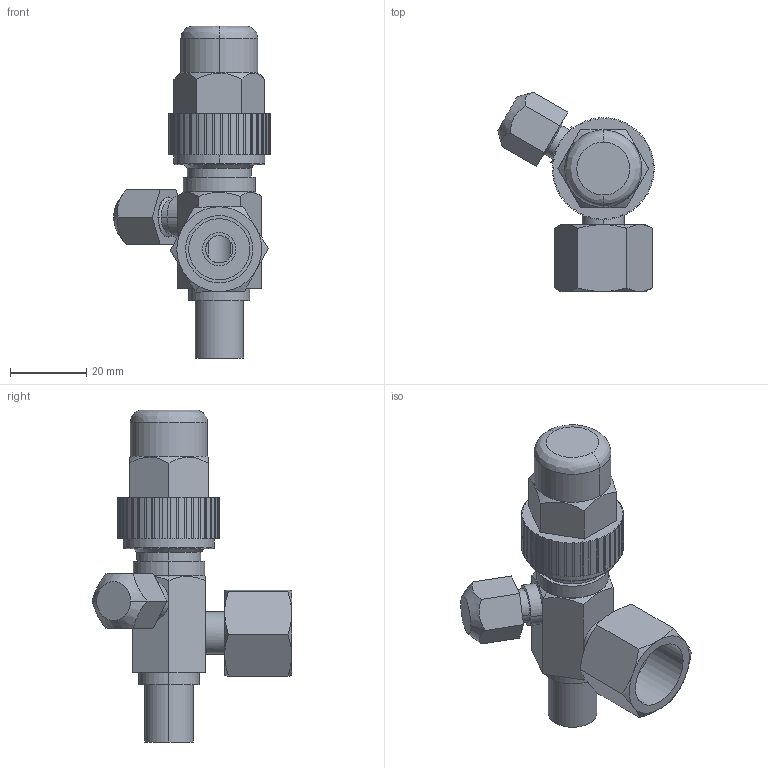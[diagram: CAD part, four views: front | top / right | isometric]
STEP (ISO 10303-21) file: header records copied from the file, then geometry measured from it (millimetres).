
FILE_DESCRIPTION (( 'STEP AP203' ), '1' );
FILE_NAME ('119-8785.STEP', '2024-12-04T14:54:34', ( '' ), ( '' ), 'SwSTEP 2.0', 'SolidWorks 2022', '' );
FILE_SCHEMA (( 'CONFIG_CONTROL_DESIGN' ));
Length unit declared in the file: millimetre
Products named in the file (1): 119-8785
Bounding box: 40.95 x 52.17 x 86.91 mm (x, y, z)
Surface area: 17750.2 mm2 (no closed solid volume)
Topology: 0 solids, 7 shells, 318 faces, 834 edges, 539 vertices
Faces by surface type: plane 180, cylinder 96, cone 38, bspline 4
Entity records: 10426 total; most frequent: CARTESIAN_POINT 2485, ORIENTED_EDGE 1648, DIRECTION 1620, EDGE_CURVE 832, AXIS2_PLACEMENT_3D 543, VERTEX_POINT 539, LINE 534, VECTOR 534
